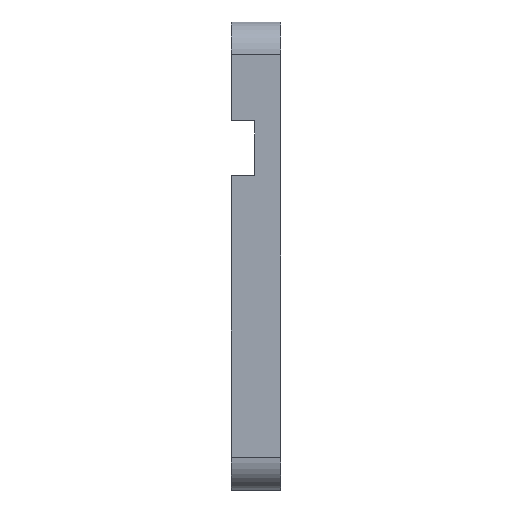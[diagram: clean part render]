
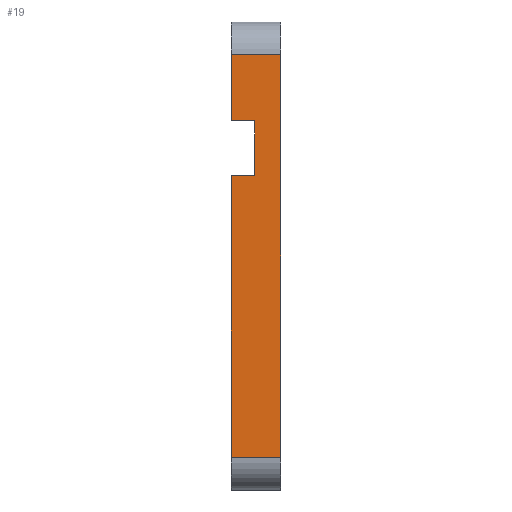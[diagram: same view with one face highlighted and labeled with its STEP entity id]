
A CAD part, left-side view. The second image highlights one B-rep face of the part: STEP entity #19.
In plain terms, the highlighted planar face has unit normal (-1, 0, 0).
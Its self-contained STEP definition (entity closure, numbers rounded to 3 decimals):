
#5 = CARTESIAN_POINT ( 'NONE',  ( -45., 0., -25.825 ) ) ;
#6 = CARTESIAN_POINT ( 'NONE',  ( -45., 6.35, -25.825 ) ) ;
#19 = ADVANCED_FACE ( 'NONE', ( #1297 ), #32, .F. ) ;
#30 = VERTEX_POINT ( 'NONE', #845 ) ;
#32 = PLANE ( 'NONE',  #636 ) ;
#42 = VERTEX_POINT ( 'NONE', #1235 ) ;
#52 = ORIENTED_EDGE ( 'NONE', *, *, #398, .F. ) ;
#55 = LINE ( 'NONE', #6, #314 ) ;
#79 = CARTESIAN_POINT ( 'NONE',  ( -45., 6.35, 17.325 ) ) ;
#83 = LINE ( 'NONE', #406, #802 ) ;
#119 = VERTEX_POINT ( 'NONE', #481 ) ;
#156 = CARTESIAN_POINT ( 'NONE',  ( -45., 6.35, 25.825 ) ) ;
#202 = CARTESIAN_POINT ( 'NONE',  ( -45., 6.35, 25.825 ) ) ;
#205 = VERTEX_POINT ( 'NONE', #659 ) ;
#209 = VECTOR ( 'NONE', #305, 1000. ) ;
#267 = EDGE_LOOP ( 'NONE', ( #52, #514, #958, #351, #394, #862, #725, #427 ) ) ;
#282 = DIRECTION ( 'NONE',  ( 0., -1., 0. ) ) ;
#286 = VECTOR ( 'NONE', #915, 1000. ) ;
#305 = DIRECTION ( 'NONE',  ( 0., 0., 1. ) ) ;
#314 = VECTOR ( 'NONE', #1200, 1000. ) ;
#331 = EDGE_CURVE ( 'NONE', #833, #1013, #547, .T. ) ;
#348 = EDGE_CURVE ( 'NONE', #733, #42, #83, .T. ) ;
#351 = ORIENTED_EDGE ( 'NONE', *, *, #895, .T. ) ;
#364 = DIRECTION ( 'NONE',  ( 0., -1., 0. ) ) ;
#391 = CARTESIAN_POINT ( 'NONE',  ( -45., 6.35, -25.825 ) ) ;
#394 = ORIENTED_EDGE ( 'NONE', *, *, #625, .T. ) ;
#398 = EDGE_CURVE ( 'NONE', #42, #30, #668, .T. ) ;
#406 = CARTESIAN_POINT ( 'NONE',  ( -45., 9.35, 10.325 ) ) ;
#419 = DIRECTION ( 'NONE',  ( 0., 0., -1. ) ) ;
#427 = ORIENTED_EDGE ( 'NONE', *, *, #1250, .F. ) ;
#460 = LINE ( 'NONE', #776, #604 ) ;
#466 = DIRECTION ( 'NONE',  ( 0., -1., 0. ) ) ;
#481 = CARTESIAN_POINT ( 'NONE',  ( -45., 6.35, -25.825 ) ) ;
#503 = LINE ( 'NONE', #156, #562 ) ;
#514 = ORIENTED_EDGE ( 'NONE', *, *, #348, .F. ) ;
#547 = LINE ( 'NONE', #391, #286 ) ;
#562 = VECTOR ( 'NONE', #466, 1000. ) ;
#604 = VECTOR ( 'NONE', #670, 1000. ) ;
#611 = CARTESIAN_POINT ( 'NONE',  ( -45., 0., 25.825 ) ) ;
#616 = VERTEX_POINT ( 'NONE', #611 ) ;
#625 = EDGE_CURVE ( 'NONE', #205, #616, #946, .T. ) ;
#636 = AXIS2_PLACEMENT_3D ( 'NONE', #731, #939, #419 ) ;
#659 = CARTESIAN_POINT ( 'NONE',  ( -45., 0., -25.825 ) ) ;
#668 = LINE ( 'NONE', #905, #1028 ) ;
#670 = DIRECTION ( 'NONE',  ( 0., 1., 0. ) ) ;
#725 = ORIENTED_EDGE ( 'NONE', *, *, #331, .F. ) ;
#731 = CARTESIAN_POINT ( 'NONE',  ( -45., 6.35, -25.825 ) ) ;
#733 = VERTEX_POINT ( 'NONE', #752 ) ;
#752 = CARTESIAN_POINT ( 'NONE',  ( -45., 6.35, 10.325 ) ) ;
#776 = CARTESIAN_POINT ( 'NONE',  ( -45., 9.35, 17.325 ) ) ;
#802 = VECTOR ( 'NONE', #282, 1000. ) ;
#833 = VERTEX_POINT ( 'NONE', #79 ) ;
#845 = CARTESIAN_POINT ( 'NONE',  ( -45., 3.35, 17.325 ) ) ;
#851 = VECTOR ( 'NONE', #364, 1000. ) ;
#862 = ORIENTED_EDGE ( 'NONE', *, *, #1268, .F. ) ;
#895 = EDGE_CURVE ( 'NONE', #119, #205, #1226, .T. ) ;
#905 = CARTESIAN_POINT ( 'NONE',  ( -45., 3.35, 10.325 ) ) ;
#915 = DIRECTION ( 'NONE',  ( 0., 0., 1. ) ) ;
#939 = DIRECTION ( 'NONE',  ( 1., 0., 0. ) ) ;
#946 = LINE ( 'NONE', #5, #209 ) ;
#958 = ORIENTED_EDGE ( 'NONE', *, *, #1047, .F. ) ;
#988 = CARTESIAN_POINT ( 'NONE',  ( -45., 6.35, -25.825 ) ) ;
#1013 = VERTEX_POINT ( 'NONE', #202 ) ;
#1028 = VECTOR ( 'NONE', #1287, 1000. ) ;
#1047 = EDGE_CURVE ( 'NONE', #119, #733, #55, .T. ) ;
#1200 = DIRECTION ( 'NONE',  ( 0., 0., 1. ) ) ;
#1226 = LINE ( 'NONE', #988, #851 ) ;
#1235 = CARTESIAN_POINT ( 'NONE',  ( -45., 3.35, 10.325 ) ) ;
#1250 = EDGE_CURVE ( 'NONE', #30, #833, #460, .T. ) ;
#1268 = EDGE_CURVE ( 'NONE', #1013, #616, #503, .T. ) ;
#1287 = DIRECTION ( 'NONE',  ( 0., 0., 1. ) ) ;
#1297 = FACE_OUTER_BOUND ( 'NONE', #267, .T. ) ;
